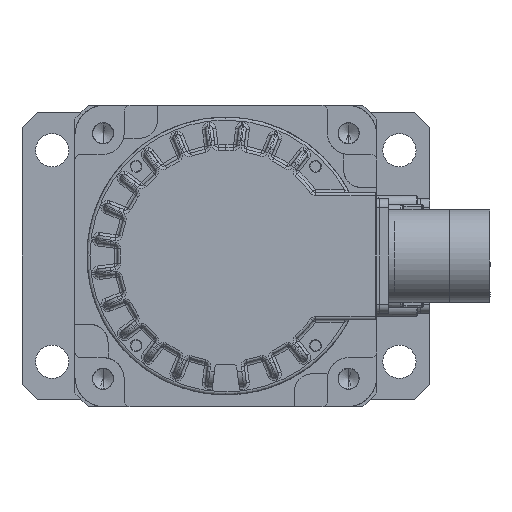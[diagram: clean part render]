
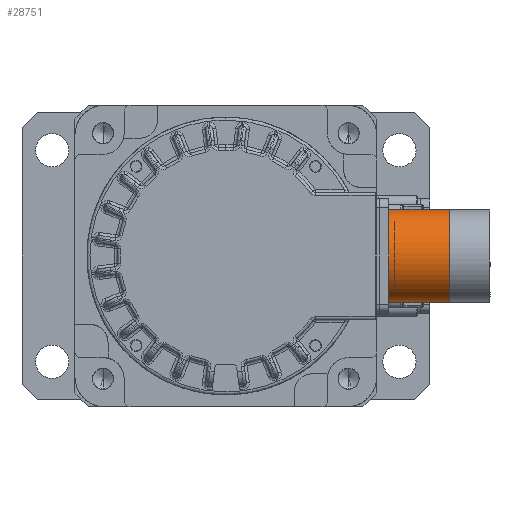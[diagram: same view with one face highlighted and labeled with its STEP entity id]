
A CAD part, front view. The second image highlights one B-rep face of the part: STEP entity #28751.
In plain terms, the highlighted free-form (B-spline) face has degree [1, 3] with [2, 7] control points.
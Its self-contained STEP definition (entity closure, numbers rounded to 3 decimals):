
#635 = CARTESIAN_POINT ( 'NONE',  ( -15.5, 74., -220. ) ) ;
#4074 = CARTESIAN_POINT ( 'NONE',  ( -2.031, 54., -235.5 ) ) ;
#4618 = ORIENTED_EDGE ( 'NONE', *, *, #57271, .F. ) ;
#6489 = CARTESIAN_POINT ( 'NONE',  ( 9.524, 74., -232.396 ) ) ;
#8904 = CARTESIAN_POINT ( 'NONE',  ( 15.5, 54., -229.08 ) ) ;
#10362 = CARTESIAN_POINT ( 'NONE',  ( 2.031, 54., -235.5 ) ) ;
#11627 = CARTESIAN_POINT ( 'NONE',  ( 13.543, 74., -227.808 ) ) ;
#12363 = CARTESIAN_POINT ( 'NONE',  ( -9.524, 74., -232.396 ) ) ;
#14152 = ORIENTED_EDGE ( 'NONE', *, *, #36358, .F. ) ;
#16229 = CARTESIAN_POINT ( 'NONE',  ( 13.543, 54., -227.808 ) ) ;
#16257 = B_SPLINE_CURVE_WITH_KNOTS ( 'NONE', 1,
 ( #46779, #63733 ),
 .UNSPECIFIED., .F., .F.,
 ( 2, 2 ),
 ( 0., 1. ),
 .UNSPECIFIED. ) ;
#17383 = CARTESIAN_POINT ( 'NONE',  ( 15.5, 54., -222.031 ) ) ;
#18298 = CARTESIAN_POINT ( 'NONE',  ( 2.031, 74., -235.5 ) ) ;
#19123 = EDGE_CURVE ( 'NONE', #58340, #47818, #16257, .T. ) ;
#20212 = CARTESIAN_POINT ( 'NONE',  ( -15.5, 54., -220. ) ) ;
#20738 = CARTESIAN_POINT ( 'NONE',  ( -9.08, 54., -235.5 ) ) ;
#21787 = CARTESIAN_POINT ( 'NONE',  ( -4.056, 54., -235.097 ) ) ;
#22519 = CARTESIAN_POINT ( 'NONE',  ( 7.808, 54., -233.543 ) ) ;
#22930 = CARTESIAN_POINT ( 'NONE',  ( 15.097, 54., -224.056 ) ) ;
#23306 = CARTESIAN_POINT ( 'NONE',  ( -7.808, 54., -233.543 ) ) ;
#24719 = ORIENTED_EDGE ( 'NONE', *, *, #19123, .T. ) ;
#25831 = CARTESIAN_POINT ( 'NONE',  ( -15.5, 74., -229.08 ) ) ;
#28025 = VERTEX_POINT ( 'NONE', #44470 ) ;
#28042 = CARTESIAN_POINT ( 'NONE',  ( 4.056, 54., -235.097 ) ) ;
#28175 = CARTESIAN_POINT ( 'NONE',  ( -15.5, 74., -220. ) ) ;
#28751 = ADVANCED_FACE ( 'NONE', ( #37234 ), #40719, .F. ) ;
#29212 = CARTESIAN_POINT ( 'NONE',  ( 15.5, 54., -220. ) ) ;
#29330 = CARTESIAN_POINT ( 'NONE',  ( -12.396, 74., -229.524 ) ) ;
#29703 = CARTESIAN_POINT ( 'NONE',  ( 4.056, 74., -235.097 ) ) ;
#31822 = B_SPLINE_CURVE_WITH_KNOTS ( 'NONE', 3,
 ( #20212, #57968, #64635, #51686, #40229, #75646, #23306, #21787, #4074, #10362, #28042, #22519, #65388, #34329, #16229, #22930, #17383, #29212 ),
 .UNSPECIFIED., .F., .F.,
 ( 4, 2, 2, 2, 2, 2, 2, 2, 4 ),
 ( 0., 0.393, 0.785, 1.178, 1.571, 1.963, 2.356, 2.749, 3.142 ),
 .UNSPECIFIED. ) ;
#32127 = CARTESIAN_POINT ( 'NONE',  ( -15.5, 54., -229.08 ) ) ;
#34267 = CARTESIAN_POINT ( 'NONE',  ( -15.5, 54., -220. ) ) ;
#34329 = CARTESIAN_POINT ( 'NONE',  ( 12.396, 54., -229.524 ) ) ;
#36353 = CARTESIAN_POINT ( 'NONE',  ( -13.543, 74., -227.808 ) ) ;
#36358 = EDGE_CURVE ( 'NONE', #28025, #47818, #31822, .T. ) ;
#37234 = FACE_OUTER_BOUND ( 'NONE', #70221, .T. ) ;
#37624 = CARTESIAN_POINT ( 'NONE',  ( 15.5, 74., -229.08 ) ) ;
#38041 = CARTESIAN_POINT ( 'NONE',  ( -9.08, 74., -235.5 ) ) ;
#39124 = CARTESIAN_POINT ( 'NONE',  ( 15.5, 74., -220. ) ) ;
#40229 = CARTESIAN_POINT ( 'NONE',  ( -12.396, 54., -229.524 ) ) ;
#40719 =( BOUNDED_SURFACE ( )  B_SPLINE_SURFACE ( 1, 3, ( 
 ( #74991, #25831, #38041, #55760, #67519, #37624, #44318 ),
 ( #74613, #32127, #20738, #56130, #56519, #8904, #50632 ) ),
 .UNSPECIFIED., .F., .F., .T. ) 
 B_SPLINE_SURFACE_WITH_KNOTS ( ( 2, 2 ),
 ( 4, 3, 4 ),
 ( 0., 1. ),
 ( 0., 0.5, 1. ),
 .UNSPECIFIED. ) 
 GEOMETRIC_REPRESENTATION_ITEM ( )  RATIONAL_B_SPLINE_SURFACE ( (
 ( 1., 0.805, 0.805, 1., 0.805, 0.805, 1.),
 ( 1., 0.805, 0.805, 1., 0.805, 0.805, 1.) ) ) 
 REPRESENTATION_ITEM ( '' )  SURFACE ( )  );
#42276 = CARTESIAN_POINT ( 'NONE',  ( -2.031, 74., -235.5 ) ) ;
#44318 = CARTESIAN_POINT ( 'NONE',  ( 15.5, 74., -220. ) ) ;
#44470 = CARTESIAN_POINT ( 'NONE',  ( -15.5, 54., -220. ) ) ;
#45833 = B_SPLINE_CURVE_WITH_KNOTS ( 'NONE', 3,
 ( #71814, #59992, #48193, #11627, #71409, #6489, #58847, #29703, #18298, #42276, #66277, #65518, #12363, #29330, #36353, #47392, #54496, #635 ),
 .UNSPECIFIED., .F., .F.,
 ( 4, 2, 2, 2, 2, 2, 2, 2, 4 ),
 ( 0., 0.393, 0.785, 1.178, 1.571, 1.963, 2.356, 2.749, 3.142 ),
 .UNSPECIFIED. ) ;
#46779 = CARTESIAN_POINT ( 'NONE',  ( 15.5, 74., -220. ) ) ;
#47392 = CARTESIAN_POINT ( 'NONE',  ( -15.097, 74., -224.056 ) ) ;
#47818 = VERTEX_POINT ( 'NONE', #59463 ) ;
#48193 = CARTESIAN_POINT ( 'NONE',  ( 15.097, 74., -224.056 ) ) ;
#50632 = CARTESIAN_POINT ( 'NONE',  ( 15.5, 54., -220. ) ) ;
#51686 = CARTESIAN_POINT ( 'NONE',  ( -13.543, 54., -227.808 ) ) ;
#53764 = ORIENTED_EDGE ( 'NONE', *, *, #54509, .F. ) ;
#54496 = CARTESIAN_POINT ( 'NONE',  ( -15.5, 74., -222.031 ) ) ;
#54509 = EDGE_CURVE ( 'NONE', #69233, #28025, #58494, .T. ) ;
#55760 = CARTESIAN_POINT ( 'NONE',  ( 0., 74., -235.5 ) ) ;
#56130 = CARTESIAN_POINT ( 'NONE',  ( 0., 54., -235.5 ) ) ;
#56519 = CARTESIAN_POINT ( 'NONE',  ( 9.08, 54., -235.5 ) ) ;
#57271 = EDGE_CURVE ( 'NONE', #58340, #69233, #45833, .T. ) ;
#57968 = CARTESIAN_POINT ( 'NONE',  ( -15.5, 54., -222.031 ) ) ;
#58340 = VERTEX_POINT ( 'NONE', #39124 ) ;
#58494 = B_SPLINE_CURVE_WITH_KNOTS ( 'NONE', 1,
 ( #75964, #34267 ),
 .UNSPECIFIED., .F., .F.,
 ( 2, 2 ),
 ( 0., 1. ),
 .UNSPECIFIED. ) ;
#58847 = CARTESIAN_POINT ( 'NONE',  ( 7.808, 74., -233.543 ) ) ;
#59463 = CARTESIAN_POINT ( 'NONE',  ( 15.5, 54., -220. ) ) ;
#59992 = CARTESIAN_POINT ( 'NONE',  ( 15.5, 74., -222.031 ) ) ;
#63733 = CARTESIAN_POINT ( 'NONE',  ( 15.5, 54., -220. ) ) ;
#64635 = CARTESIAN_POINT ( 'NONE',  ( -15.097, 54., -224.056 ) ) ;
#65388 = CARTESIAN_POINT ( 'NONE',  ( 9.524, 54., -232.396 ) ) ;
#65518 = CARTESIAN_POINT ( 'NONE',  ( -7.808, 74., -233.543 ) ) ;
#66277 = CARTESIAN_POINT ( 'NONE',  ( -4.056, 74., -235.097 ) ) ;
#67519 = CARTESIAN_POINT ( 'NONE',  ( 9.08, 74., -235.5 ) ) ;
#69233 = VERTEX_POINT ( 'NONE', #28175 ) ;
#70221 = EDGE_LOOP ( 'NONE', ( #4618, #24719, #14152, #53764 ) ) ;
#71409 = CARTESIAN_POINT ( 'NONE',  ( 12.396, 74., -229.524 ) ) ;
#71814 = CARTESIAN_POINT ( 'NONE',  ( 15.5, 74., -220. ) ) ;
#74613 = CARTESIAN_POINT ( 'NONE',  ( -15.5, 54., -220. ) ) ;
#74991 = CARTESIAN_POINT ( 'NONE',  ( -15.5, 74., -220. ) ) ;
#75646 = CARTESIAN_POINT ( 'NONE',  ( -9.524, 54., -232.396 ) ) ;
#75964 = CARTESIAN_POINT ( 'NONE',  ( -15.5, 74., -220. ) ) ;
